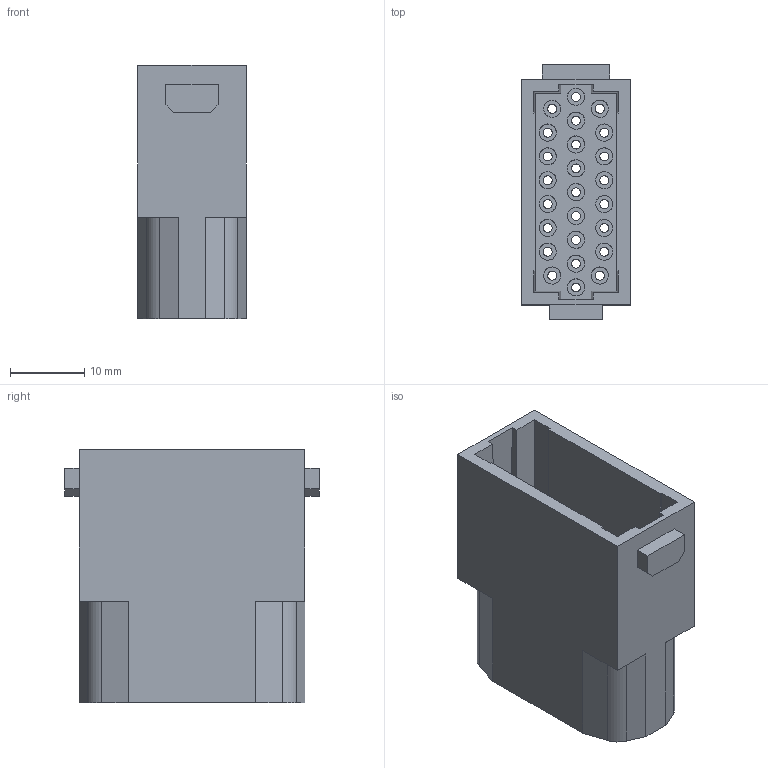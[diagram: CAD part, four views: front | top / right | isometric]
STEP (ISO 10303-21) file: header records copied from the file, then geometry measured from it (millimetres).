
FILE_DESCRIPTION(('CATIA V5 STEP Exchange','CAx-IF Rec.Pracs.--- Model Styling and Organization---1.4--- 2014-01-23'),'2;1');
FILE_NAME ('1255387-1_1', '2021-01-18T15:43:34+00:00', ('none'), ('Weidmueller'), 'CATIA Version 5-6 Release 2016 SP3 HF44', 'CATIA V5 STEP AP214', 'none');
FILE_SCHEMA(('AUTOMOTIVE_DESIGN { 1 0 10303 214 1 1 1 1 }'));
Length unit declared in the file: millimetre
Products named in the file (1): 2748500000
Bounding box: 14.6 x 34.2 x 34 mm (x, y, z)
Volume: 6436.3 mm3; surface area: 7377.3 mm2
Topology: 1 solids, 1 shells, 213 faces, 547 edges, 365 vertices
Faces by surface type: cylinder 112, plane 101
Entity records: 8385 total; most frequent: CARTESIAN_POINT 3415, ORIENTED_EDGE 1094, DIRECTION 796, EDGE_CURVE 547, VERTEX_POINT 365, VECTOR 322, LINE 322, EDGE_LOOP 292
